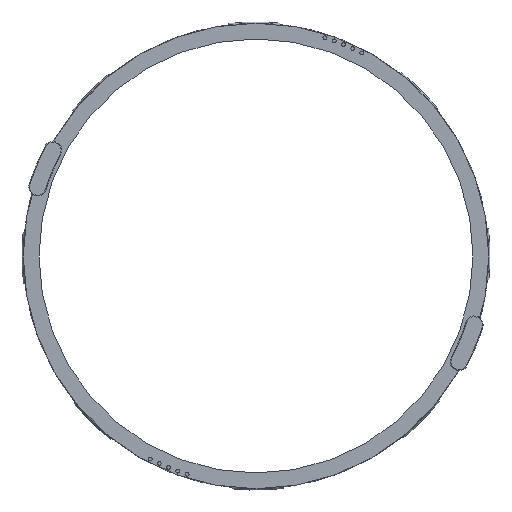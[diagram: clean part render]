
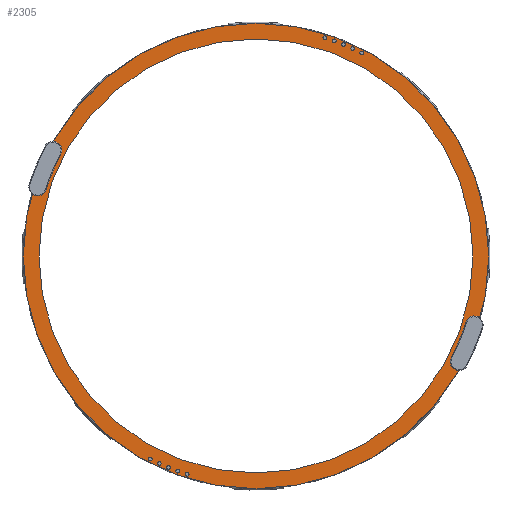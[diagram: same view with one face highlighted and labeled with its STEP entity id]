
A CAD part, top view. The second image highlights one B-rep face of the part: STEP entity #2305.
In plain terms, the highlighted planar face has unit normal (0, 0, 1).
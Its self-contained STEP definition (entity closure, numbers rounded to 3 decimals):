
#44=FACE_BOUND('',#435,.T.);
#45=FACE_BOUND('',#436,.T.);
#46=FACE_BOUND('',#437,.T.);
#47=FACE_BOUND('',#438,.T.);
#48=FACE_BOUND('',#439,.T.);
#49=FACE_BOUND('',#440,.T.);
#50=FACE_BOUND('',#441,.T.);
#51=FACE_BOUND('',#442,.T.);
#52=FACE_BOUND('',#443,.T.);
#53=FACE_BOUND('',#444,.T.);
#54=FACE_BOUND('',#445,.T.);
#55=FACE_BOUND('',#446,.T.);
#56=FACE_BOUND('',#447,.T.);
#57=FACE_BOUND('',#448,.T.);
#58=FACE_BOUND('',#449,.T.);
#59=FACE_BOUND('',#450,.T.);
#60=FACE_BOUND('',#451,.T.);
#61=FACE_BOUND('',#452,.T.);
#62=FACE_BOUND('',#453,.T.);
#63=FACE_BOUND('',#454,.T.);
#64=FACE_BOUND('',#455,.T.);
#105=PLANE('',#2558);
#276=FACE_OUTER_BOUND('',#434,.T.);
#434=EDGE_LOOP('',(#1782));
#435=EDGE_LOOP('',(#1783));
#436=EDGE_LOOP('',(#1784));
#437=EDGE_LOOP('',(#1785));
#438=EDGE_LOOP('',(#1786));
#439=EDGE_LOOP('',(#1787));
#440=EDGE_LOOP('',(#1788));
#441=EDGE_LOOP('',(#1789));
#442=EDGE_LOOP('',(#1790));
#443=EDGE_LOOP('',(#1791));
#444=EDGE_LOOP('',(#1792));
#445=EDGE_LOOP('',(#1793));
#446=EDGE_LOOP('',(#1794));
#447=EDGE_LOOP('',(#1795));
#448=EDGE_LOOP('',(#1796));
#449=EDGE_LOOP('',(#1797));
#450=EDGE_LOOP('',(#1798));
#451=EDGE_LOOP('',(#1799));
#452=EDGE_LOOP('',(#1800));
#453=EDGE_LOOP('',(#1801));
#454=EDGE_LOOP('',(#1802));
#455=EDGE_LOOP('',(#1803));
#560=CIRCLE('',#2470,1.05);
#562=CIRCLE('',#2474,1.05);
#564=CIRCLE('',#2478,1.05);
#566=CIRCLE('',#2482,1.05);
#568=CIRCLE('',#2486,1.05);
#570=CIRCLE('',#2490,1.05);
#572=CIRCLE('',#2494,1.05);
#574=CIRCLE('',#2498,1.05);
#576=CIRCLE('',#2502,1.05);
#578=CIRCLE('',#2506,1.05);
#580=CIRCLE('',#2510,1.05);
#582=CIRCLE('',#2514,1.05);
#584=CIRCLE('',#2518,1.05);
#586=CIRCLE('',#2522,1.05);
#588=CIRCLE('',#2526,1.05);
#590=CIRCLE('',#2530,1.05);
#592=CIRCLE('',#2534,1.05);
#594=CIRCLE('',#2538,1.05);
#596=CIRCLE('',#2542,1.05);
#598=CIRCLE('',#2546,1.05);
#603=CIRCLE('',#2555,122.725);
#605=CIRCLE('',#2559,131.639);
#1056=VERTEX_POINT('',#3611);
#1058=VERTEX_POINT('',#3618);
#1060=VERTEX_POINT('',#3625);
#1062=VERTEX_POINT('',#3632);
#1064=VERTEX_POINT('',#3639);
#1066=VERTEX_POINT('',#3646);
#1068=VERTEX_POINT('',#3653);
#1070=VERTEX_POINT('',#3660);
#1072=VERTEX_POINT('',#3667);
#1074=VERTEX_POINT('',#3674);
#1076=VERTEX_POINT('',#3681);
#1078=VERTEX_POINT('',#3688);
#1080=VERTEX_POINT('',#3695);
#1082=VERTEX_POINT('',#3702);
#1084=VERTEX_POINT('',#3709);
#1086=VERTEX_POINT('',#3716);
#1088=VERTEX_POINT('',#3723);
#1090=VERTEX_POINT('',#3730);
#1092=VERTEX_POINT('',#3737);
#1094=VERTEX_POINT('',#3744);
#1099=VERTEX_POINT('',#3760);
#1101=VERTEX_POINT('',#3767);
#1290=EDGE_CURVE('',#1056,#1056,#560,.T.);
#1293=EDGE_CURVE('',#1058,#1058,#562,.T.);
#1296=EDGE_CURVE('',#1060,#1060,#564,.T.);
#1299=EDGE_CURVE('',#1062,#1062,#566,.T.);
#1302=EDGE_CURVE('',#1064,#1064,#568,.T.);
#1305=EDGE_CURVE('',#1066,#1066,#570,.T.);
#1308=EDGE_CURVE('',#1068,#1068,#572,.T.);
#1311=EDGE_CURVE('',#1070,#1070,#574,.T.);
#1314=EDGE_CURVE('',#1072,#1072,#576,.T.);
#1317=EDGE_CURVE('',#1074,#1074,#578,.T.);
#1320=EDGE_CURVE('',#1076,#1076,#580,.T.);
#1323=EDGE_CURVE('',#1078,#1078,#582,.T.);
#1326=EDGE_CURVE('',#1080,#1080,#584,.T.);
#1329=EDGE_CURVE('',#1082,#1082,#586,.T.);
#1332=EDGE_CURVE('',#1084,#1084,#588,.T.);
#1335=EDGE_CURVE('',#1086,#1086,#590,.T.);
#1338=EDGE_CURVE('',#1088,#1088,#592,.T.);
#1341=EDGE_CURVE('',#1090,#1090,#594,.T.);
#1344=EDGE_CURVE('',#1092,#1092,#596,.T.);
#1347=EDGE_CURVE('',#1094,#1094,#598,.T.);
#1355=EDGE_CURVE('',#1099,#1099,#603,.T.);
#1357=EDGE_CURVE('',#1101,#1101,#605,.T.);
#1782=ORIENTED_EDGE('',*,*,#1357,.T.);
#1783=ORIENTED_EDGE('',*,*,#1290,.T.);
#1784=ORIENTED_EDGE('',*,*,#1293,.T.);
#1785=ORIENTED_EDGE('',*,*,#1296,.T.);
#1786=ORIENTED_EDGE('',*,*,#1299,.T.);
#1787=ORIENTED_EDGE('',*,*,#1302,.T.);
#1788=ORIENTED_EDGE('',*,*,#1305,.T.);
#1789=ORIENTED_EDGE('',*,*,#1308,.T.);
#1790=ORIENTED_EDGE('',*,*,#1311,.T.);
#1791=ORIENTED_EDGE('',*,*,#1314,.T.);
#1792=ORIENTED_EDGE('',*,*,#1317,.T.);
#1793=ORIENTED_EDGE('',*,*,#1320,.T.);
#1794=ORIENTED_EDGE('',*,*,#1323,.T.);
#1795=ORIENTED_EDGE('',*,*,#1326,.T.);
#1796=ORIENTED_EDGE('',*,*,#1329,.T.);
#1797=ORIENTED_EDGE('',*,*,#1332,.T.);
#1798=ORIENTED_EDGE('',*,*,#1335,.T.);
#1799=ORIENTED_EDGE('',*,*,#1338,.T.);
#1800=ORIENTED_EDGE('',*,*,#1341,.T.);
#1801=ORIENTED_EDGE('',*,*,#1344,.T.);
#1802=ORIENTED_EDGE('',*,*,#1347,.T.);
#1803=ORIENTED_EDGE('',*,*,#1355,.T.);
#2305=ADVANCED_FACE('',(#276,#44,#45,#46,#47,#48,#49,#50,#51,#52,#53,#54,
#55,#56,#57,#58,#59,#60,#61,#62,#63,#64),#105,.T.);
#2470=AXIS2_PLACEMENT_3D('',#3612,#2873,#2874);
#2474=AXIS2_PLACEMENT_3D('',#3619,#2882,#2883);
#2478=AXIS2_PLACEMENT_3D('',#3626,#2891,#2892);
#2482=AXIS2_PLACEMENT_3D('',#3633,#2900,#2901);
#2486=AXIS2_PLACEMENT_3D('',#3640,#2909,#2910);
#2490=AXIS2_PLACEMENT_3D('',#3647,#2918,#2919);
#2494=AXIS2_PLACEMENT_3D('',#3654,#2927,#2928);
#2498=AXIS2_PLACEMENT_3D('',#3661,#2936,#2937);
#2502=AXIS2_PLACEMENT_3D('',#3668,#2945,#2946);
#2506=AXIS2_PLACEMENT_3D('',#3675,#2954,#2955);
#2510=AXIS2_PLACEMENT_3D('',#3682,#2963,#2964);
#2514=AXIS2_PLACEMENT_3D('',#3689,#2972,#2973);
#2518=AXIS2_PLACEMENT_3D('',#3696,#2981,#2982);
#2522=AXIS2_PLACEMENT_3D('',#3703,#2990,#2991);
#2526=AXIS2_PLACEMENT_3D('',#3710,#2999,#3000);
#2530=AXIS2_PLACEMENT_3D('',#3717,#3008,#3009);
#2534=AXIS2_PLACEMENT_3D('',#3724,#3017,#3018);
#2538=AXIS2_PLACEMENT_3D('',#3731,#3026,#3027);
#2542=AXIS2_PLACEMENT_3D('',#3738,#3035,#3036);
#2546=AXIS2_PLACEMENT_3D('',#3745,#3044,#3045);
#2555=AXIS2_PLACEMENT_3D('',#3762,#3065,#3066);
#2558=AXIS2_PLACEMENT_3D('',#3766,#3071,#3072);
#2559=AXIS2_PLACEMENT_3D('',#3768,#3073,#3074);
#2873=DIRECTION('center_axis',(0.,0.,-1.));
#2874=DIRECTION('ref_axis',(0.,-1.,0.));
#2882=DIRECTION('center_axis',(0.,0.,-1.));
#2883=DIRECTION('ref_axis',(-1.,0.,0.));
#2891=DIRECTION('center_axis',(0.,0.,-1.));
#2892=DIRECTION('ref_axis',(0.,1.,0.));
#2900=DIRECTION('center_axis',(0.,0.,-1.));
#2901=DIRECTION('ref_axis',(0.,1.,0.));
#2909=DIRECTION('center_axis',(0.,0.,-1.));
#2910=DIRECTION('ref_axis',(1.,0.,0.));
#2918=DIRECTION('center_axis',(0.,0.,-1.));
#2919=DIRECTION('ref_axis',(1.,0.,0.));
#2927=DIRECTION('center_axis',(0.,0.,-1.));
#2928=DIRECTION('ref_axis',(0.,1.,0.));
#2936=DIRECTION('center_axis',(0.,0.,-1.));
#2937=DIRECTION('ref_axis',(-1.,0.,0.));
#2945=DIRECTION('center_axis',(0.,0.,-1.));
#2946=DIRECTION('ref_axis',(-1.,0.,0.));
#2954=DIRECTION('center_axis',(0.,0.,-1.));
#2955=DIRECTION('ref_axis',(0.,-1.,0.));
#2963=DIRECTION('center_axis',(0.,0.,-1.));
#2964=DIRECTION('ref_axis',(0.,-1.,0.));
#2972=DIRECTION('center_axis',(0.,0.,-1.));
#2973=DIRECTION('ref_axis',(-1.,0.,0.));
#2981=DIRECTION('center_axis',(0.,0.,-1.));
#2982=DIRECTION('ref_axis',(0.,1.,0.));
#2990=DIRECTION('center_axis',(0.,0.,-1.));
#2991=DIRECTION('ref_axis',(1.,0.,0.));
#2999=DIRECTION('center_axis',(0.,0.,-1.));
#3000=DIRECTION('ref_axis',(1.,0.,0.));
#3008=DIRECTION('center_axis',(0.,0.,-1.));
#3009=DIRECTION('ref_axis',(0.,1.,0.));
#3017=DIRECTION('center_axis',(0.,0.,-1.));
#3018=DIRECTION('ref_axis',(-1.,0.,0.));
#3026=DIRECTION('center_axis',(0.,0.,-1.));
#3027=DIRECTION('ref_axis',(0.,-1.,0.));
#3035=DIRECTION('center_axis',(0.,0.,-1.));
#3036=DIRECTION('ref_axis',(0.,-1.,0.));
#3044=DIRECTION('center_axis',(0.,0.,-1.));
#3045=DIRECTION('ref_axis',(1.,0.,0.));
#3065=DIRECTION('center_axis',(0.,0.,-1.));
#3066=DIRECTION('ref_axis',(1.,0.,0.));
#3071=DIRECTION('center_axis',(0.,0.,1.));
#3072=DIRECTION('ref_axis',(0.,-1.,0.));
#3073=DIRECTION('center_axis',(0.,0.,1.));
#3074=DIRECTION('ref_axis',(1.,0.,0.));
#3611=CARTESIAN_POINT('',(49.558,120.692,0.));
#3612=CARTESIAN_POINT('Origin',(49.558,119.642,0.));
#3618=CARTESIAN_POINT('',(122.74,-44.292,0.));
#3619=CARTESIAN_POINT('Origin',(121.69,-44.292,0.));
#3625=CARTESIAN_POINT('',(-38.941,-124.556,0.));
#3626=CARTESIAN_POINT('Origin',(-38.941,-123.506,0.));
#3632=CARTESIAN_POINT('',(-59.796,-115.918,0.));
#3633=CARTESIAN_POINT('Origin',(-59.796,-114.868,0.));
#3639=CARTESIAN_POINT('',(-118.417,54.729,0.));
#3640=CARTESIAN_POINT('Origin',(-117.367,54.729,0.));
#3646=CARTESIAN_POINT('',(-120.692,49.558,0.));
#3647=CARTESIAN_POINT('Origin',(-119.642,49.558,0.));
#3653=CARTESIAN_POINT('',(-54.729,-118.417,0.));
#3654=CARTESIAN_POINT('Origin',(-54.729,-117.367,0.));
#3660=CARTESIAN_POINT('',(115.918,-59.796,0.));
#3661=CARTESIAN_POINT('Origin',(114.868,-59.796,0.));
#3667=CARTESIAN_POINT('',(124.556,-38.941,0.));
#3668=CARTESIAN_POINT('Origin',(123.506,-38.941,0.));
#3674=CARTESIAN_POINT('',(44.292,122.74,0.));
#3675=CARTESIAN_POINT('Origin',(44.292,121.69,0.));
#3681=CARTESIAN_POINT('',(54.729,118.417,0.));
#3682=CARTESIAN_POINT('Origin',(54.729,117.367,0.));
#3688=CARTESIAN_POINT('',(120.692,-49.558,0.));
#3689=CARTESIAN_POINT('Origin',(119.642,-49.558,0.));
#3695=CARTESIAN_POINT('',(-44.292,-122.74,0.));
#3696=CARTESIAN_POINT('Origin',(-44.292,-121.69,0.));
#3702=CARTESIAN_POINT('',(-124.556,38.941,0.));
#3703=CARTESIAN_POINT('Origin',(-123.506,38.941,0.));
#3709=CARTESIAN_POINT('',(-122.74,44.292,0.));
#3710=CARTESIAN_POINT('Origin',(-121.69,44.292,0.));
#3716=CARTESIAN_POINT('',(-49.558,-120.692,0.));
#3717=CARTESIAN_POINT('Origin',(-49.558,-119.642,0.));
#3723=CARTESIAN_POINT('',(118.417,-54.729,0.));
#3724=CARTESIAN_POINT('Origin',(117.367,-54.729,0.));
#3730=CARTESIAN_POINT('',(59.796,115.918,0.));
#3731=CARTESIAN_POINT('Origin',(59.796,114.868,0.));
#3737=CARTESIAN_POINT('',(38.941,124.556,0.));
#3738=CARTESIAN_POINT('Origin',(38.941,123.506,0.));
#3744=CARTESIAN_POINT('',(-115.918,59.796,0.));
#3745=CARTESIAN_POINT('Origin',(-114.868,59.796,0.));
#3760=CARTESIAN_POINT('',(-122.725,0.,0.));
#3762=CARTESIAN_POINT('Origin',(0.,0.,0.));
#3766=CARTESIAN_POINT('Origin',(23.13,131.176,0.));
#3767=CARTESIAN_POINT('',(-131.639,0.,0.));
#3768=CARTESIAN_POINT('Origin',(0.,0.,0.));
